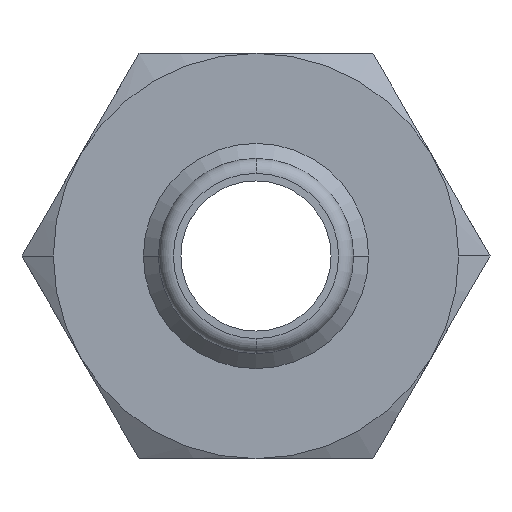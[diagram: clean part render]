
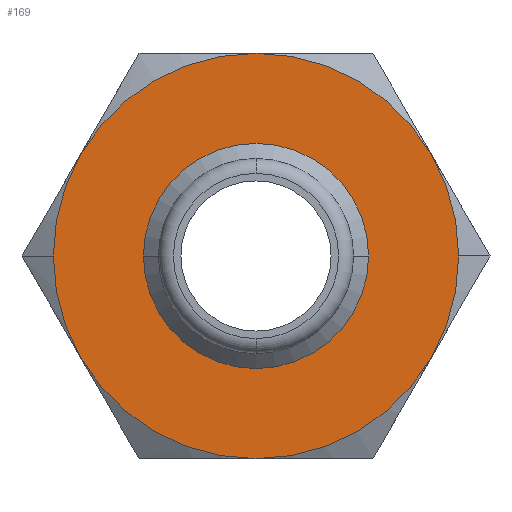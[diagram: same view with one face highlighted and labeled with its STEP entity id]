
A CAD part, front view. The second image highlights one B-rep face of the part: STEP entity #169.
In plain terms, the highlighted planar face has unit normal (0, -1, 0).
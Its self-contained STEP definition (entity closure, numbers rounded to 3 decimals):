
#169=ADVANCED_FACE('',(#352,#353),#354,.T.);
#352=FACE_OUTER_BOUND('',#547,.T.);
#353=FACE_BOUND('',#548,.T.);
#354=PLANE('',#549);
#547=EDGE_LOOP('',(#974,#975,#976,#977,#978,#979,#980,#981));
#548=EDGE_LOOP('',(#982,#983));
#549=AXIS2_PLACEMENT_3D('',#984,#985,#986);
#974=ORIENTED_EDGE('',*,*,#1285,.F.);
#975=ORIENTED_EDGE('',*,*,#1215,.F.);
#976=ORIENTED_EDGE('',*,*,#1170,.F.);
#977=ORIENTED_EDGE('',*,*,#1145,.F.);
#978=ORIENTED_EDGE('',*,*,#1242,.F.);
#979=ORIENTED_EDGE('',*,*,#1245,.F.);
#980=ORIENTED_EDGE('',*,*,#1155,.F.);
#981=ORIENTED_EDGE('',*,*,#1305,.F.);
#982=ORIENTED_EDGE('',*,*,#1167,.F.);
#983=ORIENTED_EDGE('',*,*,#1306,.F.);
#984=CARTESIAN_POINT('',(6.75,21.5,0.0));
#985=DIRECTION('',(-0.0,-1.0,-0.0));
#986=DIRECTION('',(-1.0,0.0,0.0));
#1145=EDGE_CURVE('',#1355,#1357,#1358,.T.);
#1155=EDGE_CURVE('',#1373,#1370,#1375,.T.);
#1167=EDGE_CURVE('',#1394,#1390,#1396,.T.);
#1170=EDGE_CURVE('',#1357,#1400,#1401,.T.);
#1215=EDGE_CURVE('',#1400,#1408,#1474,.T.);
#1242=EDGE_CURVE('',#1515,#1355,#1517,.T.);
#1245=EDGE_CURVE('',#1370,#1515,#1520,.T.);
#1285=EDGE_CURVE('',#1408,#1566,#1568,.T.);
#1305=EDGE_CURVE('',#1566,#1373,#1592,.T.);
#1306=EDGE_CURVE('',#1390,#1394,#1593,.T.);
#1355=VERTEX_POINT('',#1646);
#1357=VERTEX_POINT('',#1649);
#1358=CIRCLE('',#1650,13.5);
#1370=VERTEX_POINT('',#1675);
#1373=VERTEX_POINT('',#1689);
#1375=CIRCLE('',#1702,13.5);
#1390=VERTEX_POINT('',#1740);
#1394=VERTEX_POINT('',#1745);
#1396=CIRCLE('',#1748,7.5);
#1400=VERTEX_POINT('',#1763);
#1401=CIRCLE('',#1764,13.5);
#1408=VERTEX_POINT('',#1784);
#1474=CIRCLE('',#1944,13.5);
#1515=VERTEX_POINT('',#2063);
#1517=CIRCLE('',#2076,13.5);
#1520=CIRCLE('',#2090,13.5);
#1566=VERTEX_POINT('',#2151);
#1568=CIRCLE('',#2154,13.5);
#1592=CIRCLE('',#2182,13.5);
#1593=CIRCLE('',#2183,7.5);
#1646=CARTESIAN_POINT('',(-13.5,21.5,0.));
#1649=CARTESIAN_POINT('',(-11.691,21.5,6.75));
#1650=AXIS2_PLACEMENT_3D('',#2244,#2245,#2246);
#1675=CARTESIAN_POINT('',(0.0,21.5,-13.5));
#1689=CARTESIAN_POINT('',(11.691,21.5,-6.75));
#1702=AXIS2_PLACEMENT_3D('',#2255,#2256,#2257);
#1740=CARTESIAN_POINT('',(7.5,21.5,0.));
#1745=CARTESIAN_POINT('',(-7.5,21.5,0.));
#1748=AXIS2_PLACEMENT_3D('',#2270,#2271,#2272);
#1763=CARTESIAN_POINT('',(0.,21.5,13.5));
#1764=AXIS2_PLACEMENT_3D('',#2273,#2274,#2275);
#1784=CARTESIAN_POINT('',(11.691,21.5,6.75));
#1944=AXIS2_PLACEMENT_3D('',#2328,#2329,#2330);
#2063=CARTESIAN_POINT('',(-11.691,21.5,-6.75));
#2076=AXIS2_PLACEMENT_3D('',#2349,#2350,#2351);
#2090=AXIS2_PLACEMENT_3D('',#2352,#2353,#2354);
#2151=CARTESIAN_POINT('',(13.5,21.5,0.));
#2154=AXIS2_PLACEMENT_3D('',#2420,#2421,#2422);
#2182=AXIS2_PLACEMENT_3D('',#2445,#2446,#2447);
#2183=AXIS2_PLACEMENT_3D('',#2448,#2449,#2450);
#2244=CARTESIAN_POINT('',(0.0,21.5,0.0));
#2245=DIRECTION('',(-0.0,1.0,0.0));
#2246=DIRECTION('',(1.0,0.0,0.0));
#2255=CARTESIAN_POINT('',(0.0,21.5,0.0));
#2256=DIRECTION('',(-0.0,1.0,0.0));
#2257=DIRECTION('',(1.0,0.0,0.0));
#2270=CARTESIAN_POINT('',(0.0,21.5,0.0));
#2271=DIRECTION('',(0.0,-1.0,0.0));
#2272=DIRECTION('',(1.0,0.0,0.0));
#2273=CARTESIAN_POINT('',(0.0,21.5,0.0));
#2274=DIRECTION('',(-0.0,1.0,0.0));
#2275=DIRECTION('',(1.0,0.0,0.0));
#2328=CARTESIAN_POINT('',(0.0,21.5,0.0));
#2329=DIRECTION('',(-0.0,1.0,0.0));
#2330=DIRECTION('',(1.0,0.0,0.0));
#2349=CARTESIAN_POINT('',(0.0,21.5,0.0));
#2350=DIRECTION('',(-0.0,1.0,0.0));
#2351=DIRECTION('',(1.0,0.0,0.0));
#2352=CARTESIAN_POINT('',(0.0,21.5,0.0));
#2353=DIRECTION('',(-0.0,1.0,0.0));
#2354=DIRECTION('',(1.0,0.0,0.0));
#2420=CARTESIAN_POINT('',(0.0,21.5,0.0));
#2421=DIRECTION('',(-0.0,1.0,0.0));
#2422=DIRECTION('',(1.0,0.0,0.0));
#2445=CARTESIAN_POINT('',(0.0,21.5,0.0));
#2446=DIRECTION('',(-0.0,1.0,0.0));
#2447=DIRECTION('',(1.0,0.0,0.0));
#2448=CARTESIAN_POINT('',(0.0,21.5,0.0));
#2449=DIRECTION('',(0.0,-1.0,0.0));
#2450=DIRECTION('',(1.0,0.0,0.0));
